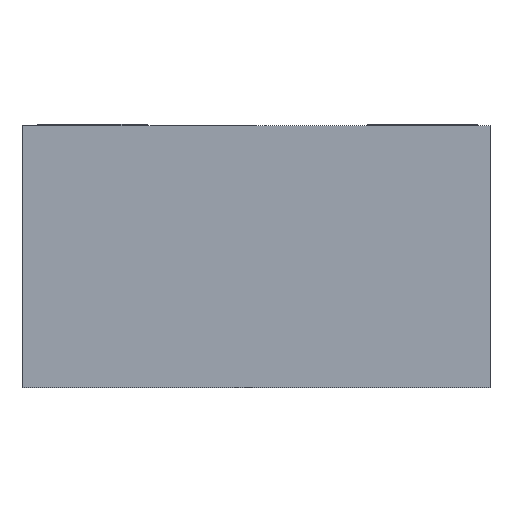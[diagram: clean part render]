
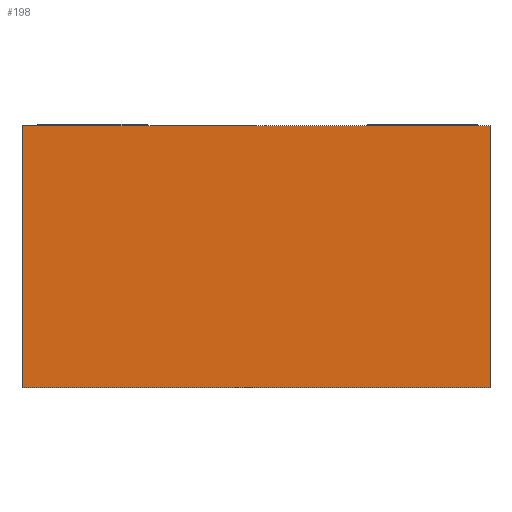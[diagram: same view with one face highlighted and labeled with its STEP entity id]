
A CAD part, left-side view. The second image highlights one B-rep face of the part: STEP entity #198.
In plain terms, the highlighted planar face has unit normal (-1, 0, 0).
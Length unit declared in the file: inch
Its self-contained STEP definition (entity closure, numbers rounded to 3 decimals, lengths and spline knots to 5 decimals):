
#65 = EDGE_CURVE ( 'NONE', #124, #772, #821, .T. ) ;
#91 = LINE ( 'NONE', #177, #166 ) ;
#124 = VERTEX_POINT ( 'NONE', #584 ) ;
#142 = VECTOR ( 'NONE', #615, 39.37008 ) ;
#166 = VECTOR ( 'NONE', #639, 39.37008 ) ;
#177 = CARTESIAN_POINT ( 'NONE',  ( -0.004, -0.004, -0.084 ) ) ;
#198 = ADVANCED_FACE ( 'NONE', ( #225 ), #661, .T. ) ;
#205 = DIRECTION ( 'NONE',  ( 0., 0., 1. ) ) ;
#206 = LINE ( 'NONE', #616, #142 ) ;
#225 = FACE_OUTER_BOUND ( 'NONE', #694, .T. ) ;
#278 = CARTESIAN_POINT ( 'NONE',  ( -0.004, -0.004, -0.084 ) ) ;
#299 = ORIENTED_EDGE ( 'NONE', *, *, #799, .T. ) ;
#317 = EDGE_CURVE ( 'NONE', #392, #124, #206, .T. ) ;
#322 = CARTESIAN_POINT ( 'NONE',  ( -0.004, -0.004, -0.084 ) ) ;
#344 = CARTESIAN_POINT ( 'NONE',  ( -0.004, 0.146, -0.084 ) ) ;
#375 = CARTESIAN_POINT ( 'NONE',  ( -0.004, -0.004, 0. ) ) ;
#392 = VERTEX_POINT ( 'NONE', #344 ) ;
#412 = VERTEX_POINT ( 'NONE', #278 ) ;
#416 = CARTESIAN_POINT ( 'NONE',  ( -0.004, -0.004, -0.084 ) ) ;
#426 = CARTESIAN_POINT ( 'NONE',  ( -0.004, -0.004, 0. ) ) ;
#434 = AXIS2_PLACEMENT_3D ( 'NONE', #322, #782, #205 ) ;
#537 = ORIENTED_EDGE ( 'NONE', *, *, #65, .F. ) ;
#584 = CARTESIAN_POINT ( 'NONE',  ( -0.004, 0.146, 0. ) ) ;
#588 = DIRECTION ( 'NONE',  ( 0., -1., 0. ) ) ;
#595 = ORIENTED_EDGE ( 'NONE', *, *, #317, .F. ) ;
#615 = DIRECTION ( 'NONE',  ( 0., 0., 1. ) ) ;
#616 = CARTESIAN_POINT ( 'NONE',  ( -0.004, 0.146, -0.084 ) ) ;
#639 = DIRECTION ( 'NONE',  ( 0., 0., 1. ) ) ;
#661 = PLANE ( 'NONE',  #434 ) ;
#662 = LINE ( 'NONE', #416, #785 ) ;
#694 = EDGE_LOOP ( 'NONE', ( #537, #595, #299, #789 ) ) ;
#730 = EDGE_CURVE ( 'NONE', #412, #772, #91, .T. ) ;
#749 = DIRECTION ( 'NONE',  ( 0., -1., 0. ) ) ;
#772 = VERTEX_POINT ( 'NONE', #426 ) ;
#782 = DIRECTION ( 'NONE',  ( -1., 0., 0. ) ) ;
#785 = VECTOR ( 'NONE', #749, 39.37008 ) ;
#789 = ORIENTED_EDGE ( 'NONE', *, *, #730, .T. ) ;
#799 = EDGE_CURVE ( 'NONE', #392, #412, #662, .T. ) ;
#821 = LINE ( 'NONE', #375, #840 ) ;
#840 = VECTOR ( 'NONE', #588, 39.37008 ) ;
